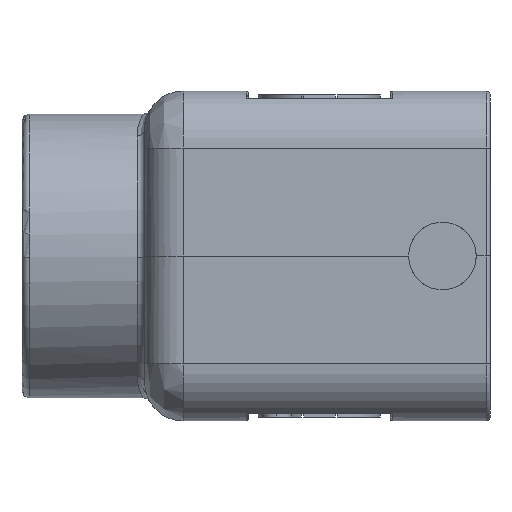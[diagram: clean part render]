
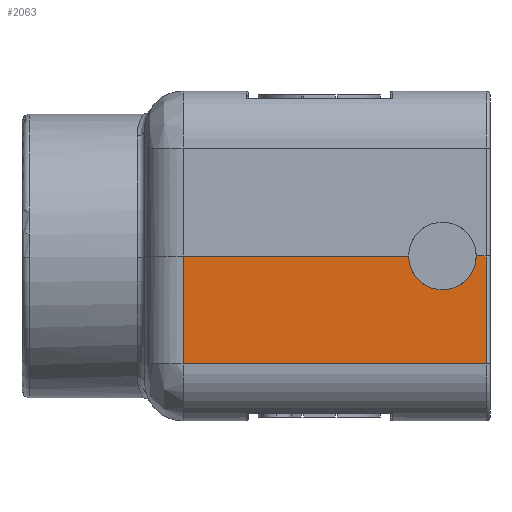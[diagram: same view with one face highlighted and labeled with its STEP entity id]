
A CAD part, left-side view. The second image highlights one B-rep face of the part: STEP entity #2063.
In plain terms, the highlighted planar face has unit normal (-1, 0, -0.009).
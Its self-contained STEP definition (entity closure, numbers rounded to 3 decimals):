
#243=PLANE('',#7412);
#512=B_SPLINE_CURVE_WITH_KNOTS('',3,(#11524,#11525,#11526,#11527,#11528,
#11529,#11530,#11531,#11532,#11533,#11534,#11535,#11536,#11537),
 .UNSPECIFIED.,.F.,.F.,(4,2,2,2,2,2,4),(0.,0.125,0.25,0.5,0.625,0.75,1.),
 .UNSPECIFIED.);
#513=B_SPLINE_CURVE_WITH_KNOTS('',3,(#11540,#11541,#11542,#11543,#11544,
#11545,#11546,#11547,#11548,#11549,#11550,#11551,#11552,#11553),
 .UNSPECIFIED.,.F.,.F.,(4,2,2,2,2,2,4),(0.,0.125,0.25,0.5,
0.625,0.75,1.),.UNSPECIFIED.);
#787=LINE('',#11522,#1421);
#788=LINE('',#11555,#1422);
#789=LINE('',#11556,#1423);
#790=LINE('',#11558,#1424);
#791=LINE('',#11560,#1425);
#1421=VECTOR('',#8434,1.);
#1422=VECTOR('',#8437,1.);
#1423=VECTOR('',#8438,1.);
#1424=VECTOR('',#8439,1.);
#1425=VECTOR('',#8440,1.);
#2063=ADVANCED_FACE('',(#2513),#243,.T.);
#2513=FACE_OUTER_BOUND('',#2919,.T.);
#2919=EDGE_LOOP('',(#3885,#3886,#3887,#3888,#3889,#3890,#3891));
#3885=ORIENTED_EDGE('',*,*,#6256,.T.);
#3886=ORIENTED_EDGE('',*,*,#6257,.T.);
#3887=ORIENTED_EDGE('',*,*,#6258,.T.);
#3888=ORIENTED_EDGE('',*,*,#6255,.T.);
#3889=ORIENTED_EDGE('',*,*,#6259,.T.);
#3890=ORIENTED_EDGE('',*,*,#6260,.T.);
#3891=ORIENTED_EDGE('',*,*,#6261,.T.);
#5482=VERTEX_POINT('',#11497);
#5483=VERTEX_POINT('',#11521);
#5484=VERTEX_POINT('',#11538);
#5485=VERTEX_POINT('',#11539);
#5486=VERTEX_POINT('',#11554);
#5487=VERTEX_POINT('',#11557);
#5488=VERTEX_POINT('',#11559);
#6255=EDGE_CURVE('',#5483,#5482,#787,.T.);
#6256=EDGE_CURVE('',#5484,#5485,#512,.T.);
#6257=EDGE_CURVE('',#5485,#5486,#513,.T.);
#6258=EDGE_CURVE('',#5486,#5483,#788,.T.);
#6259=EDGE_CURVE('',#5482,#5487,#789,.T.);
#6260=EDGE_CURVE('',#5487,#5488,#790,.T.);
#6261=EDGE_CURVE('',#5488,#5484,#791,.T.);
#7412=AXIS2_PLACEMENT_3D('',#11561,#8441,#8442);
#8434=DIRECTION('',(0.009,0.,-1.));
#8437=DIRECTION('',(0.,1.,0.));
#8438=DIRECTION('',(0.,-1.,0.));
#8439=DIRECTION('',(-0.009,0.,1.));
#8440=DIRECTION('',(0.,1.,0.));
#8441=DIRECTION('',(-1.,0.,-0.009));
#8442=DIRECTION('',(-0.009,0.,1.));
#11497=CARTESIAN_POINT('',(-46.627,40.,-14.065));
#11521=CARTESIAN_POINT('',(-46.75,40.,0.));
#11522=CARTESIAN_POINT('',(-46.75,40.,0.));
#11524=CARTESIAN_POINT('',(-46.75,1.8,0.));
#11525=CARTESIAN_POINT('',(-46.747,1.8,-0.32));
#11526=CARTESIAN_POINT('',(-46.744,1.832,-0.631));
#11527=CARTESIAN_POINT('',(-46.739,1.962,-1.234));
#11528=CARTESIAN_POINT('',(-46.736,2.077,-1.563));
#11529=CARTESIAN_POINT('',(-46.73,2.416,-2.304));
#11530=CARTESIAN_POINT('',(-46.726,2.717,-2.739));
#11531=CARTESIAN_POINT('',(-46.721,3.275,-3.297));
#11532=CARTESIAN_POINT('',(-46.72,3.476,-3.465));
#11533=CARTESIAN_POINT('',(-46.717,3.91,-3.765));
#11534=CARTESIAN_POINT('',(-46.716,4.107,-3.88));
#11535=CARTESIAN_POINT('',(-46.713,4.956,-4.27));
#11536=CARTESIAN_POINT('',(-46.712,5.559,-4.4));
#11537=CARTESIAN_POINT('',(-46.712,6.2,-4.4));
#11538=CARTESIAN_POINT('',(-46.75,1.8,0.));
#11539=CARTESIAN_POINT('',(-46.712,6.2,-4.4));
#11540=CARTESIAN_POINT('',(-46.712,6.2,-4.4));
#11541=CARTESIAN_POINT('',(-46.712,6.52,-4.4));
#11542=CARTESIAN_POINT('',(-46.712,6.831,-4.368));
#11543=CARTESIAN_POINT('',(-46.713,7.434,-4.238));
#11544=CARTESIAN_POINT('',(-46.714,7.763,-4.123));
#11545=CARTESIAN_POINT('',(-46.717,8.504,-3.784));
#11546=CARTESIAN_POINT('',(-46.72,8.939,-3.483));
#11547=CARTESIAN_POINT('',(-46.724,9.497,-2.925));
#11548=CARTESIAN_POINT('',(-46.726,9.665,-2.724));
#11549=CARTESIAN_POINT('',(-46.73,9.965,-2.29));
#11550=CARTESIAN_POINT('',(-46.732,10.08,-2.093));
#11551=CARTESIAN_POINT('',(-46.739,10.47,-1.244));
#11552=CARTESIAN_POINT('',(-46.744,10.6,-0.641));
#11553=CARTESIAN_POINT('',(-46.75,10.6,0.));
#11554=CARTESIAN_POINT('',(-46.75,10.6,0.));
#11555=CARTESIAN_POINT('',(-46.75,10.6,0.));
#11556=CARTESIAN_POINT('',(-46.627,40.,-14.065));
#11557=CARTESIAN_POINT('',(-46.627,0.5,-14.065));
#11558=CARTESIAN_POINT('',(-46.627,0.5,-14.065));
#11559=CARTESIAN_POINT('',(-46.75,0.5,0.));
#11560=CARTESIAN_POINT('',(-46.75,0.5,0.));
#11561=CARTESIAN_POINT('',(-46.75,45.,0.));
